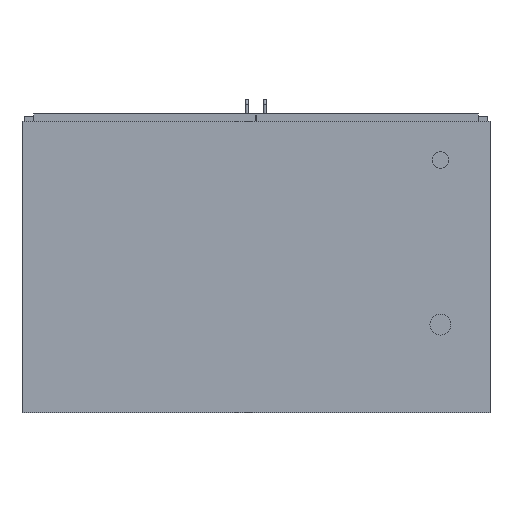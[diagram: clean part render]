
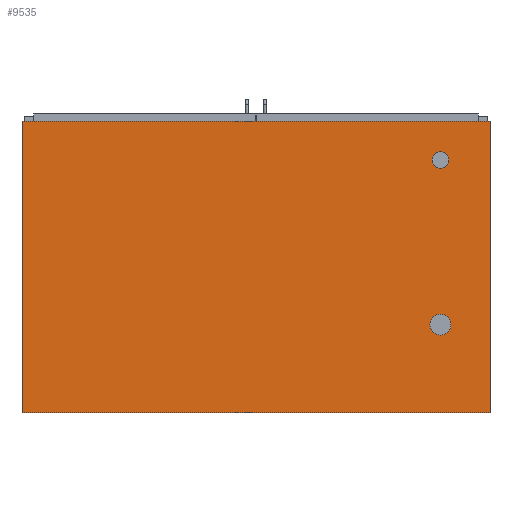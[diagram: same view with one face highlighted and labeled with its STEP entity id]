
A CAD part, front view. The second image highlights one B-rep face of the part: STEP entity #9535.
In plain terms, the highlighted planar face has unit normal (0, -1, 0).
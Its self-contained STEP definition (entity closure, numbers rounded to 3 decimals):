
#152=FACE_BOUND('',#1289,.T.);
#153=FACE_BOUND('',#1290,.T.);
#183=PLANE('',#10210);
#697=FACE_OUTER_BOUND('',#1288,.T.);
#1288=EDGE_LOOP('',(#6773,#6774,#6775,#6776));
#1289=EDGE_LOOP('',(#6777));
#1290=EDGE_LOOP('',(#6778));
#1902=LINE('',#13669,#3122);
#1904=LINE('',#13673,#3124);
#1906=LINE('',#13677,#3126);
#1908=LINE('',#13680,#3128);
#3122=VECTOR('',#10977,10.);
#3124=VECTOR('',#10981,10.);
#3126=VECTOR('',#10985,10.);
#3128=VECTOR('',#10989,10.);
#4324=CIRCLE('',#10194,20.);
#4326=CIRCLE('',#10198,25.);
#4452=VERTEX_POINT('',#13620);
#4454=VERTEX_POINT('',#13627);
#4467=VERTEX_POINT('',#13666);
#4468=VERTEX_POINT('',#13668);
#4469=VERTEX_POINT('',#13672);
#4470=VERTEX_POINT('',#13676);
#5357=EDGE_CURVE('',#4452,#4452,#4324,.T.);
#5360=EDGE_CURVE('',#4454,#4454,#4326,.T.);
#5378=EDGE_CURVE('',#4468,#4467,#1902,.T.);
#5380=EDGE_CURVE('',#4469,#4468,#1904,.T.);
#5382=EDGE_CURVE('',#4470,#4469,#1906,.T.);
#5384=EDGE_CURVE('',#4467,#4470,#1908,.T.);
#6773=ORIENTED_EDGE('',*,*,#5384,.T.);
#6774=ORIENTED_EDGE('',*,*,#5382,.T.);
#6775=ORIENTED_EDGE('',*,*,#5380,.T.);
#6776=ORIENTED_EDGE('',*,*,#5378,.T.);
#6777=ORIENTED_EDGE('',*,*,#5357,.T.);
#6778=ORIENTED_EDGE('',*,*,#5360,.T.);
#9535=ADVANCED_FACE('',(#697,#152,#153),#183,.T.);
#10194=AXIS2_PLACEMENT_3D('',#13622,#10933,#10934);
#10198=AXIS2_PLACEMENT_3D('',#13629,#10942,#10943);
#10210=AXIS2_PLACEMENT_3D('',#13681,#10990,#10991);
#10933=DIRECTION('center_axis',(0.,1.,0.));
#10934=DIRECTION('ref_axis',(1.,0.,0.));
#10942=DIRECTION('center_axis',(0.,1.,0.));
#10943=DIRECTION('ref_axis',(1.,0.,0.));
#10977=DIRECTION('',(-1.,0.,0.));
#10981=DIRECTION('',(0.,0.,1.));
#10985=DIRECTION('',(1.,0.,0.));
#10989=DIRECTION('',(0.,0.,-1.));
#10990=DIRECTION('center_axis',(0.,-1.,0.));
#10991=DIRECTION('ref_axis',(0.,0.,-1.));
#13620=CARTESIAN_POINT('',(419.5,-370.,254.5));
#13622=CARTESIAN_POINT('Origin',(439.5,-370.,254.5));
#13627=CARTESIAN_POINT('',(414.5,-370.,-137.5));
#13629=CARTESIAN_POINT('Origin',(439.5,-370.,-137.5));
#13666=CARTESIAN_POINT('',(-557.5,-370.,347.5));
#13668=CARTESIAN_POINT('',(557.5,-370.,347.5));
#13669=CARTESIAN_POINT('',(-557.5,-370.,347.5));
#13672=CARTESIAN_POINT('',(557.5,-370.,-347.5));
#13673=CARTESIAN_POINT('',(557.5,-370.,347.5));
#13676=CARTESIAN_POINT('',(-557.5,-370.,-347.5));
#13677=CARTESIAN_POINT('',(557.5,-370.,-347.5));
#13680=CARTESIAN_POINT('',(-557.5,-370.,-347.5));
#13681=CARTESIAN_POINT('Origin',(0.,-370.,0.));
